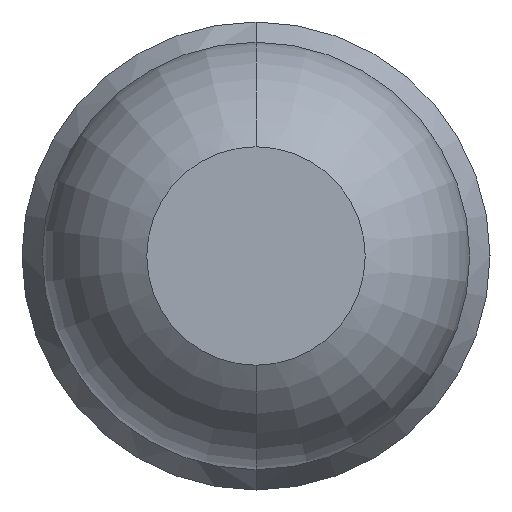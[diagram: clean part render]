
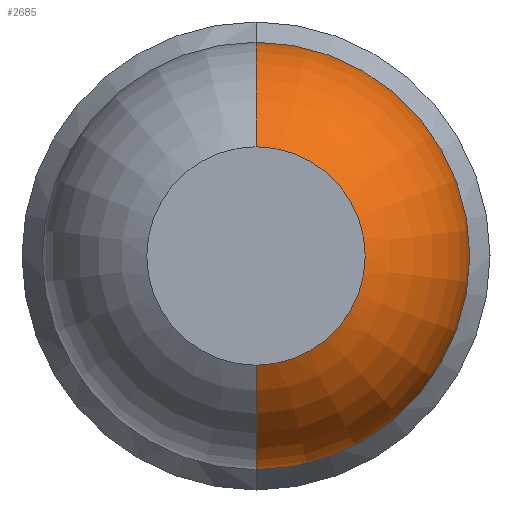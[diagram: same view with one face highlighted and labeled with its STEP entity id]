
A CAD part, front view. The second image highlights one B-rep face of the part: STEP entity #2685.
In plain terms, the highlighted toroidal (fillet/blend) face has major radius 0.035 mm and minor radius 0.65 mm.
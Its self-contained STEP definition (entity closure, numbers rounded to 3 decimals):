
#80 = CARTESIAN_POINT ( 'NONE',  ( 0., -24.431, 0. ) ) ;
#125 = FACE_OUTER_BOUND ( 'NONE', #1460, .T. ) ;
#168 = EDGE_CURVE ( 'Defeature ausgef�hrt1_11+Defeature ausgef�hrt1_4+Defeature ausgef�hrt1_4+Defeature ausgef�hrt1_4', #2888, #2630, #4026, .T. ) ;
#213 = DIRECTION ( 'NONE',  ( 0., 0., -1. ) ) ;
#263 = CARTESIAN_POINT ( 'NONE',  ( 0., -24.431, -0.035 ) ) ;
#285 = AXIS2_PLACEMENT_3D ( 'NONE', #591, #1875, #213 ) ;
#434 = CARTESIAN_POINT ( 'NONE',  ( 0., -25., -0.35 ) ) ;
#464 = AXIS2_PLACEMENT_3D ( 'NONE', #1857, #3181, #3143 ) ;
#480 = DIRECTION ( 'NONE',  ( 0., 0., -1. ) ) ;
#548 = ORIENTED_EDGE ( 'NONE', *, *, #1645, .T. ) ;
#591 = CARTESIAN_POINT ( 'NONE',  ( 0., -24.431, 0.035 ) ) ;
#899 = ORIENTED_EDGE ( 'NONE', *, *, #168, .F. ) ;
#1019 = DIRECTION ( 'NONE',  ( 0., -1., 0. ) ) ;
#1460 = EDGE_LOOP ( 'NONE', ( #2454, #548, #899, #2050 ) ) ;
#1645 = EDGE_CURVE ( 'NONE', #3641, #2630, #2427, .T. ) ;
#1756 = CARTESIAN_POINT ( 'NONE',  ( 0., -24.431, -0.685 ) ) ;
#1760 = DIRECTION ( 'NONE',  ( 0., -1., 0. ) ) ;
#1857 = CARTESIAN_POINT ( 'NONE',  ( 0., -24.431, 0. ) ) ;
#1875 = DIRECTION ( 'NONE',  ( 1., 0., 0. ) ) ;
#2050 = ORIENTED_EDGE ( 'NONE', *, *, #2301, .F. ) ;
#2301 = EDGE_CURVE ( 'NONE', #3508, #2888, #2848, .T. ) ;
#2314 = CARTESIAN_POINT ( 'NONE',  ( 0., -25., 0. ) ) ;
#2353 = DIRECTION ( 'NONE',  ( 0., 0., -1. ) ) ;
#2427 = CIRCLE ( 'NONE', #285, 0.65 ) ;
#2454 = ORIENTED_EDGE ( 'NONE', *, *, #3882, .T. ) ;
#2549 = DIRECTION ( 'NONE',  ( 0., 0., 1. ) ) ;
#2630 = VERTEX_POINT ( 'NONE', #4009 ) ;
#2685 = ADVANCED_FACE ( 'Defeature ausgef�hrt1_4', ( #125 ), #2964, .T. ) ;
#2691 = AXIS2_PLACEMENT_3D ( 'NONE', #2314, #1019, #2353 ) ;
#2848 = CIRCLE ( 'NONE', #3299, 0.65 ) ;
#2888 = VERTEX_POINT ( 'NONE', #434 ) ;
#2964 = TOROIDAL_SURFACE ( 'NONE', #464, 0.035, 0.65 ) ;
#3143 = DIRECTION ( 'NONE',  ( 0., 0., -1. ) ) ;
#3181 = DIRECTION ( 'NONE',  ( 0., -1., 0. ) ) ;
#3299 = AXIS2_PLACEMENT_3D ( 'NONE', #263, #4176, #2549 ) ;
#3508 = VERTEX_POINT ( 'NONE', #1756 ) ;
#3527 = CARTESIAN_POINT ( 'NONE',  ( 0., -24.431, 0.685 ) ) ;
#3641 = VERTEX_POINT ( 'NONE', #3527 ) ;
#3698 = CIRCLE ( 'NONE', #3785, 0.685 ) ;
#3785 = AXIS2_PLACEMENT_3D ( 'NONE', #80, #1760, #480 ) ;
#3882 = EDGE_CURVE ( 'Defeature ausgef�hrt1_4+Defeature ausgef�hrt1_5+Defeature ausgef�hrt1_5+Defeature ausgef�hrt1_5', #3508, #3641, #3698, .T. ) ;
#4009 = CARTESIAN_POINT ( 'NONE',  ( 0., -25., 0.35 ) ) ;
#4026 = CIRCLE ( 'NONE', #2691, 0.35 ) ;
#4176 = DIRECTION ( 'NONE',  ( -1., 0., 0. ) ) ;
